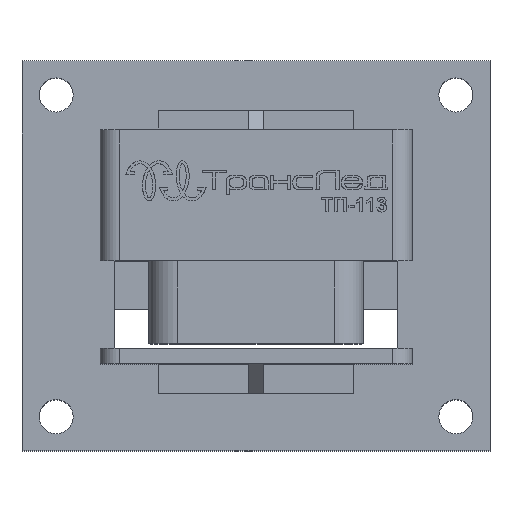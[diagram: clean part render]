
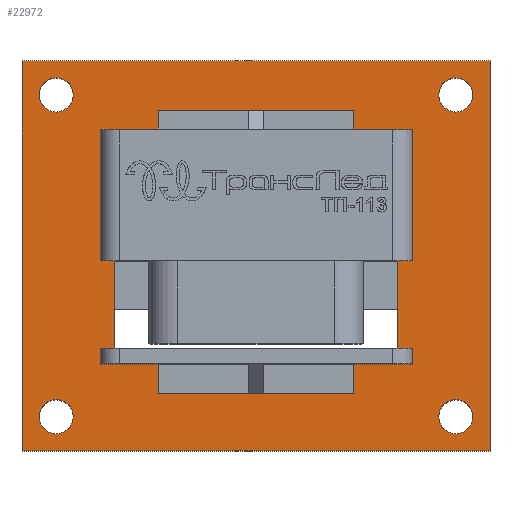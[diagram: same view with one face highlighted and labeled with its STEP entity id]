
A CAD part, top view. The second image highlights one B-rep face of the part: STEP entity #22972.
In plain terms, the highlighted planar face has unit normal (0, 0, 1).
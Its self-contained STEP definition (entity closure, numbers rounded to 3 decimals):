
#1059=CIRCLE('',#24648,1.75);
#1061=CIRCLE('',#24651,1.75);
#1063=CIRCLE('',#24654,1.75);
#1065=CIRCLE('',#24657,1.75);
#1888=FACE_BOUND('',#4267,.T.);
#1889=FACE_BOUND('',#4268,.T.);
#1890=FACE_BOUND('',#4269,.T.);
#1891=FACE_BOUND('',#4270,.T.);
#1892=FACE_BOUND('',#4271,.T.);
#2604=FACE_OUTER_BOUND('',#4266,.T.);
#4266=EDGE_LOOP('',(#18533,#18534,#18535,#18536));
#4267=EDGE_LOOP('',(#18537,#18538,#18539,#18540));
#4268=EDGE_LOOP('',(#18541));
#4269=EDGE_LOOP('',(#18542));
#4270=EDGE_LOOP('',(#18543));
#4271=EDGE_LOOP('',(#18544));
#6249=LINE('',#33912,#8624);
#6253=LINE('',#33919,#8628);
#6255=LINE('',#33924,#8630);
#6258=LINE('',#33928,#8633);
#6265=LINE('',#33960,#8640);
#6268=LINE('',#33966,#8643);
#6271=LINE('',#33972,#8646);
#6274=LINE('',#33976,#8649);
#8624=VECTOR('',#28516,10.);
#8628=VECTOR('',#28522,10.);
#8630=VECTOR('',#28526,10.);
#8633=VECTOR('',#28531,10.);
#8640=VECTOR('',#28564,10.);
#8643=VECTOR('',#28569,10.);
#8646=VECTOR('',#28574,10.);
#8649=VECTOR('',#28579,10.);
#10758=VERTEX_POINT('',#33909);
#10759=VERTEX_POINT('',#33911);
#10761=VERTEX_POINT('',#33917);
#10763=VERTEX_POINT('',#33923);
#10764=VERTEX_POINT('',#33930);
#10766=VERTEX_POINT('',#33936);
#10768=VERTEX_POINT('',#33942);
#10770=VERTEX_POINT('',#33948);
#10774=VERTEX_POINT('',#33957);
#10775=VERTEX_POINT('',#33959);
#10777=VERTEX_POINT('',#33965);
#10779=VERTEX_POINT('',#33971);
#13500=EDGE_CURVE('',#10759,#10758,#6249,.T.);
#13504=EDGE_CURVE('',#10758,#10761,#6253,.T.);
#13506=EDGE_CURVE('',#10763,#10759,#6255,.T.);
#13509=EDGE_CURVE('',#10761,#10763,#6258,.T.);
#13510=EDGE_CURVE('',#10764,#10764,#1059,.T.);
#13513=EDGE_CURVE('',#10766,#10766,#1061,.T.);
#13516=EDGE_CURVE('',#10768,#10768,#1063,.T.);
#13519=EDGE_CURVE('',#10770,#10770,#1065,.T.);
#13524=EDGE_CURVE('',#10775,#10774,#6265,.T.);
#13527=EDGE_CURVE('',#10777,#10775,#6268,.T.);
#13530=EDGE_CURVE('',#10779,#10777,#6271,.T.);
#13533=EDGE_CURVE('',#10774,#10779,#6274,.T.);
#18533=ORIENTED_EDGE('',*,*,#13533,.T.);
#18534=ORIENTED_EDGE('',*,*,#13530,.T.);
#18535=ORIENTED_EDGE('',*,*,#13527,.T.);
#18536=ORIENTED_EDGE('',*,*,#13524,.T.);
#18537=ORIENTED_EDGE('',*,*,#13509,.T.);
#18538=ORIENTED_EDGE('',*,*,#13506,.T.);
#18539=ORIENTED_EDGE('',*,*,#13500,.T.);
#18540=ORIENTED_EDGE('',*,*,#13504,.T.);
#18541=ORIENTED_EDGE('',*,*,#13519,.T.);
#18542=ORIENTED_EDGE('',*,*,#13516,.T.);
#18543=ORIENTED_EDGE('',*,*,#13513,.T.);
#18544=ORIENTED_EDGE('',*,*,#13510,.T.);
#21983=PLANE('',#24663);
#22972=ADVANCED_FACE('',(#2604,#1888,#1889,#1890,#1891,#1892),#21983,.F.);
#24648=AXIS2_PLACEMENT_3D('',#33931,#28534,#28535);
#24651=AXIS2_PLACEMENT_3D('',#33937,#28541,#28542);
#24654=AXIS2_PLACEMENT_3D('',#33943,#28548,#28549);
#24657=AXIS2_PLACEMENT_3D('',#33949,#28555,#28556);
#24663=AXIS2_PLACEMENT_3D('',#33977,#28580,#28581);
#28516=DIRECTION('',(0.,-1.,0.));
#28522=DIRECTION('',(-1.,0.,0.));
#28526=DIRECTION('',(1.,0.,0.));
#28531=DIRECTION('',(0.,1.,0.));
#28534=DIRECTION('center_axis',(0.,0.,-1.));
#28535=DIRECTION('ref_axis',(1.,0.,0.));
#28541=DIRECTION('center_axis',(0.,0.,-1.));
#28542=DIRECTION('ref_axis',(1.,0.,0.));
#28548=DIRECTION('center_axis',(0.,0.,-1.));
#28549=DIRECTION('ref_axis',(1.,0.,0.));
#28555=DIRECTION('center_axis',(0.,0.,-1.));
#28556=DIRECTION('ref_axis',(1.,0.,0.));
#28564=DIRECTION('',(-1.,0.,0.));
#28569=DIRECTION('',(0.,1.,0.));
#28574=DIRECTION('',(1.,0.,0.));
#28579=DIRECTION('',(0.,-1.,0.));
#28580=DIRECTION('center_axis',(0.,0.,-1.));
#28581=DIRECTION('ref_axis',(-1.,0.,0.));
#33909=CARTESIAN_POINT('',(14.5,-9.604,31.8));
#33911=CARTESIAN_POINT('',(14.5,11.396,31.8));
#33912=CARTESIAN_POINT('',(14.5,-4.802,31.8));
#33917=CARTESIAN_POINT('',(-14.5,-9.604,31.8));
#33919=CARTESIAN_POINT('',(-7.25,-9.604,31.8));
#33923=CARTESIAN_POINT('',(-14.5,11.396,31.8));
#33924=CARTESIAN_POINT('',(7.25,11.396,31.8));
#33928=CARTESIAN_POINT('',(-14.5,5.698,31.8));
#33930=CARTESIAN_POINT('',(18.75,-16.5,31.8));
#33931=CARTESIAN_POINT('Origin',(20.5,-16.5,31.8));
#33936=CARTESIAN_POINT('',(-22.25,-16.5,31.8));
#33937=CARTESIAN_POINT('Origin',(-20.5,-16.5,31.8));
#33942=CARTESIAN_POINT('',(18.75,16.5,31.8));
#33943=CARTESIAN_POINT('Origin',(20.5,16.5,31.8));
#33948=CARTESIAN_POINT('',(-22.25,16.5,31.8));
#33949=CARTESIAN_POINT('Origin',(-20.5,16.5,31.8));
#33957=CARTESIAN_POINT('',(-24.,20.,31.8));
#33959=CARTESIAN_POINT('',(24.,20.,31.8));
#33960=CARTESIAN_POINT('',(12.,20.,31.8));
#33965=CARTESIAN_POINT('',(24.,-20.,31.8));
#33966=CARTESIAN_POINT('',(24.,-10.,31.8));
#33971=CARTESIAN_POINT('',(-24.,-20.,31.8));
#33972=CARTESIAN_POINT('',(-12.,-20.,31.8));
#33976=CARTESIAN_POINT('',(-24.,10.,31.8));
#33977=CARTESIAN_POINT('Origin',(0.,0.,31.8));
